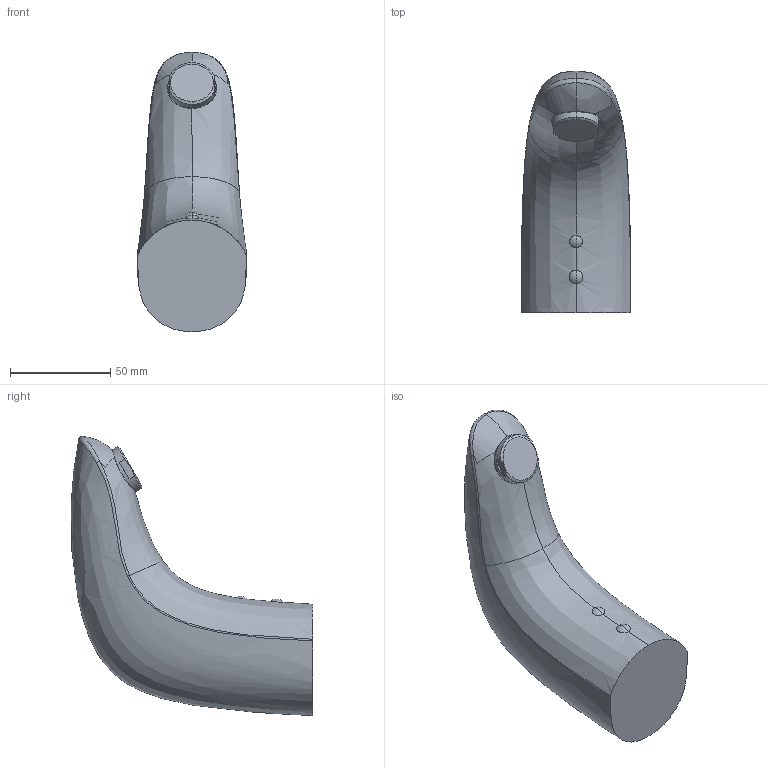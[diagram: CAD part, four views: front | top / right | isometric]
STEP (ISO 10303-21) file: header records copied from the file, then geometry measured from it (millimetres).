
FILE_DESCRIPTION (( 'STEP AP203' ), '1' );
FILE_NAME ('6159FZ(2020)+64402219.STEP', '2020-01-21T08:49:37', ( '' ), ( '' ), 'SwSTEP 2.0', 'SolidWorks 2016', '' );
FILE_SCHEMA (( 'CONFIG_CONTROL_DESIGN' ));
Length unit declared in the file: millimetre
Products named in the file (1): 6159FZ(2020)+64402219
Bounding box: 54.58 x 120.47 x 139.3 mm (x, y, z)
Volume: 336887.6 mm3; surface area: 30594.9 mm2
Topology: 1 solids, 1 shells, 33 faces, 91 edges, 61 vertices
Faces by surface type: bspline 16, plane 6, cone 5, sphere 4, cylinder 2
Entity records: 7817 total; most frequent: CARTESIAN_POINT 7062, ORIENTED_EDGE 182, EDGE_CURVE 91, DIRECTION 77, B_SPLINE_CURVE_WITH_KNOTS 65, VERTEX_POINT 61, EDGE_LOOP 34, AXIS2_PLACEMENT_3D 33
